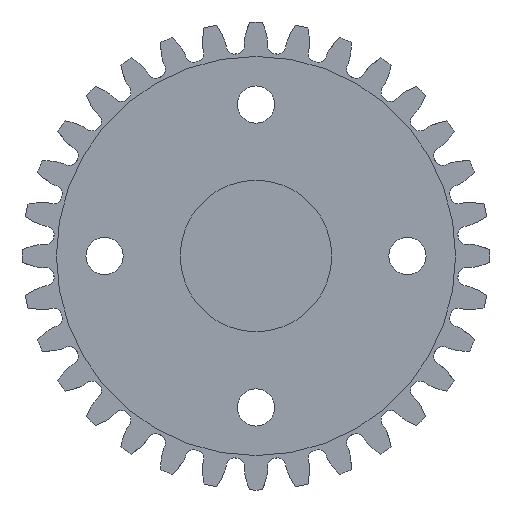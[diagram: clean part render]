
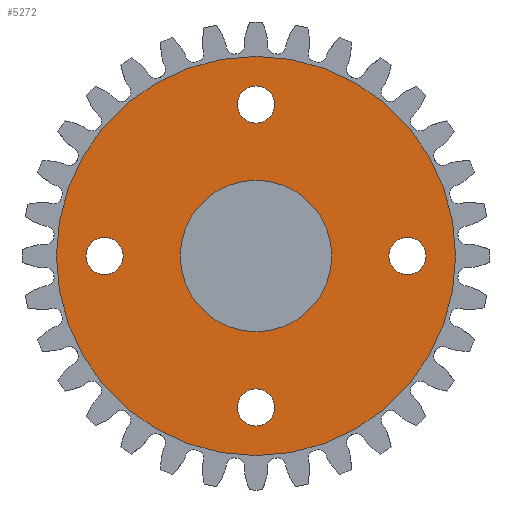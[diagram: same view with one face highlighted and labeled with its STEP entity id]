
A CAD part, left-side view. The second image highlights one B-rep face of the part: STEP entity #5272.
In plain terms, the highlighted face is planar.
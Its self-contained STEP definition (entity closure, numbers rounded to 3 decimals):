
#242=FACE_BOUND('',#1720,.T.);
#243=FACE_BOUND('',#1721,.T.);
#244=FACE_BOUND('',#1722,.T.);
#245=FACE_BOUND('',#1723,.T.);
#246=FACE_BOUND('',#1724,.T.);
#1436=FACE_OUTER_BOUND('',#1719,.T.);
#1719=EDGE_LOOP('',(#4921));
#1720=EDGE_LOOP('',(#4922));
#1721=EDGE_LOOP('',(#4923));
#1722=EDGE_LOOP('',(#4924));
#1723=EDGE_LOOP('',(#4925));
#1724=EDGE_LOOP('',(#4926));
#1995=CIRCLE('',#5765,14.5);
#1996=CIRCLE('',#5767,1.35);
#1997=CIRCLE('',#5769,1.35);
#1998=CIRCLE('',#5771,1.35);
#1999=CIRCLE('',#5773,5.5);
#2000=CIRCLE('',#5775,1.35);
#2527=VERTEX_POINT('',#27758);
#2528=VERTEX_POINT('',#27762);
#2529=VERTEX_POINT('',#27766);
#2530=VERTEX_POINT('',#27770);
#2531=VERTEX_POINT('',#27774);
#2532=VERTEX_POINT('',#27778);
#3319=EDGE_CURVE('',#2527,#2527,#1995,.T.);
#3322=EDGE_CURVE('',#2528,#2528,#1996,.T.);
#3324=EDGE_CURVE('',#2529,#2529,#1997,.T.);
#3326=EDGE_CURVE('',#2530,#2530,#1998,.T.);
#3328=EDGE_CURVE('',#2531,#2531,#1999,.T.);
#3330=EDGE_CURVE('',#2532,#2532,#2000,.T.);
#4921=ORIENTED_EDGE('',*,*,#3319,.F.);
#4922=ORIENTED_EDGE('',*,*,#3330,.F.);
#4923=ORIENTED_EDGE('',*,*,#3328,.F.);
#4924=ORIENTED_EDGE('',*,*,#3326,.F.);
#4925=ORIENTED_EDGE('',*,*,#3324,.F.);
#4926=ORIENTED_EDGE('',*,*,#3322,.F.);
#4998=PLANE('',#5776);
#5272=ADVANCED_FACE('',(#1436,#242,#243,#244,#245,#246),#4998,.F.);
#5765=AXIS2_PLACEMENT_3D('',#27759,#7127,#7128);
#5767=AXIS2_PLACEMENT_3D('',#27764,#7133,#7134);
#5769=AXIS2_PLACEMENT_3D('',#27768,#7138,#7139);
#5771=AXIS2_PLACEMENT_3D('',#27772,#7143,#7144);
#5773=AXIS2_PLACEMENT_3D('',#27776,#7148,#7149);
#5775=AXIS2_PLACEMENT_3D('',#27780,#7153,#7154);
#5776=AXIS2_PLACEMENT_3D('',#27781,#7155,#7156);
#7127=DIRECTION('center_axis',(0.,0.,
-1.));
#7128=DIRECTION('ref_axis',(1.,0.,0.));
#7133=DIRECTION('center_axis',(0.,0.,
1.));
#7134=DIRECTION('ref_axis',(1.,0.,0.));
#7138=DIRECTION('center_axis',(0.,0.,
1.));
#7139=DIRECTION('ref_axis',(1.,0.,0.));
#7143=DIRECTION('center_axis',(0.,0.,
1.));
#7144=DIRECTION('ref_axis',(1.,0.,0.));
#7148=DIRECTION('center_axis',(0.,0.,
1.));
#7149=DIRECTION('ref_axis',(1.,0.,0.));
#7153=DIRECTION('center_axis',(0.,0.,
1.));
#7154=DIRECTION('ref_axis',(1.,0.,0.));
#7155=DIRECTION('center_axis',(0.,0.,
-1.));
#7156=DIRECTION('ref_axis',(1.,0.,0.));
#27758=CARTESIAN_POINT('',(-14.5,0.,13.));
#27759=CARTESIAN_POINT('Origin',(0.,0.,
13.));
#27762=CARTESIAN_POINT('',(-1.35,-11.,13.));
#27764=CARTESIAN_POINT('Origin',(0.,-11.,13.));
#27766=CARTESIAN_POINT('',(-12.35,0.,13.));
#27768=CARTESIAN_POINT('Origin',(-11.,0.,13.));
#27770=CARTESIAN_POINT('',(-1.35,11.,13.));
#27772=CARTESIAN_POINT('Origin',(0.,11.,13.));
#27774=CARTESIAN_POINT('',(-5.5,0.,13.));
#27776=CARTESIAN_POINT('Origin',(0.,0.,
13.));
#27778=CARTESIAN_POINT('',(9.65,0.,13.));
#27780=CARTESIAN_POINT('Origin',(11.,0.,13.));
#27781=CARTESIAN_POINT('Origin',(0.,0.,
13.));
